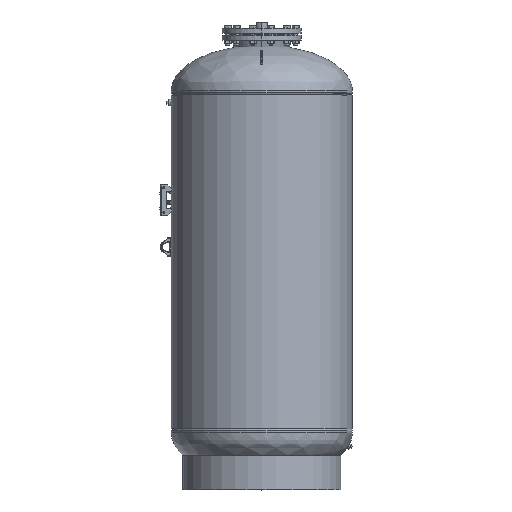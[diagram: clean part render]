
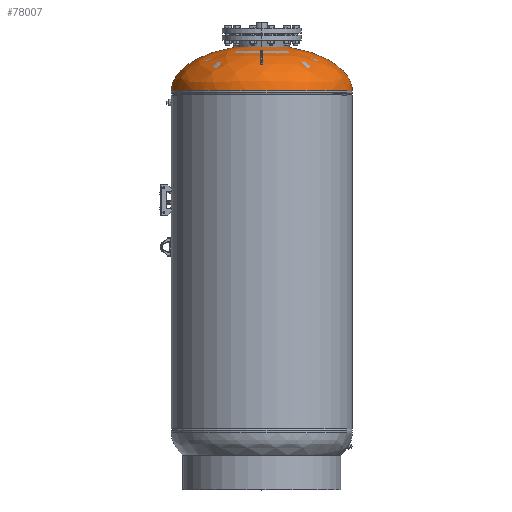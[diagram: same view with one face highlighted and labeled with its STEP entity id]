
A CAD part, top view. The second image highlights one B-rep face of the part: STEP entity #78007.
In plain terms, the highlighted free-form (B-spline) face has degree [3, 3] with [4, 4] control points.
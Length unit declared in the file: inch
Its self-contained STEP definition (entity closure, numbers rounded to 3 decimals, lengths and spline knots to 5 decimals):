
#1032 = EDGE_CURVE ( 'NONE', #70976, #54534, #44026, .T. ) ;
#2871 = EDGE_CURVE ( 'NONE', #70976, #11855, #19679, .T. ) ;
#3847 = CARTESIAN_POINT ( 'NONE',  ( 24., 6.59536, 0. ) ) ;
#5986 = CARTESIAN_POINT ( 'NONE',  ( 24., 1.125, 0. ) ) ;
#7256 = ORIENTED_EDGE ( 'NONE', *, *, #19968, .T. ) ;
#11855 = VERTEX_POINT ( 'NONE', #41121 ) ;
#12070 = CARTESIAN_POINT ( 'NONE',  ( 17.61272, 11.01259, 0. ) ) ;
#13215 = CARTESIAN_POINT ( 'NONE',  ( -24., 1.125, 48. ) ) ;
#14473 = CARTESIAN_POINT ( 'NONE',  ( 24., 1.125, 0. ) ) ;
#15586 = DIRECTION ( 'NONE',  ( 1., 0., 0. ) ) ;
#19117 = CARTESIAN_POINT ( 'NONE',  ( -7.29746, 12.67591, 14.59492 ) ) ;
#19679 = CIRCLE ( 'NONE', #57063, 7.29746 ) ;
#19934 = EDGE_CURVE ( 'NONE', #54534, #88615, #92902, .T. ) ;
#19968 = EDGE_CURVE ( 'NONE', #11855, #39342, #48078, .T. ) ;
#22100 = CARTESIAN_POINT ( 'NONE',  ( 24., 6.59536, 0. ) ) ;
#24068 = ORIENTED_EDGE ( 'NONE', *, *, #1032, .F. ) ;
#24663 = EDGE_CURVE ( 'NONE', #39342, #88615, #103811, .T. ) ;
#24926 = CARTESIAN_POINT ( 'NONE',  ( 0., 12.67591, 0. ) ) ;
#33237 = ORIENTED_EDGE ( 'NONE', *, *, #24663, .T. ) ;
#33772 =( BOUNDED_SURFACE ( )  B_SPLINE_SURFACE ( 3, 3, ( 
 ( #47169, #100965, #19117, #56509 ),
 ( #12070, #83406, #48332, #83998 ),
 ( #3847, #39524, #75183, #54786 ),
 ( #90469, #113207, #13215, #40115 ) ),
 .UNSPECIFIED., .F., .F., .T. ) 
 B_SPLINE_SURFACE_WITH_KNOTS ( ( 4, 4 ),
 ( 4, 4 ),
 ( 0., 1. ),
 ( 0., 1. ),
 .UNSPECIFIED. ) 
 GEOMETRIC_REPRESENTATION_ITEM ( )  RATIONAL_B_SPLINE_SURFACE ( (
 ( 1., 0.333, 0.333, 1.),
 ( 0.872, 0.291, 0.291, 0.872),
 ( 0.872, 0.291, 0.291, 0.872),
 ( 1., 0.333, 0.333, 1.) ) ) 
 REPRESENTATION_ITEM ( '' )  SURFACE ( )  );
#39342 = VERTEX_POINT ( 'NONE', #41381 ) ;
#39524 = CARTESIAN_POINT ( 'NONE',  ( 24., 6.59536, 48. ) ) ;
#40062 = CARTESIAN_POINT ( 'NONE',  ( -24., 1.125, 0. ) ) ;
#40106 = ORIENTED_EDGE ( 'NONE', *, *, #2871, .T. ) ;
#40115 = CARTESIAN_POINT ( 'NONE',  ( -24., 1.125, 0. ) ) ;
#40245 = DIRECTION ( 'NONE',  ( 0., -1., 0. ) ) ;
#41121 = CARTESIAN_POINT ( 'NONE',  ( 0., 12.67591, 7.29746 ) ) ;
#41381 = CARTESIAN_POINT ( 'NONE',  ( -7.29746, 12.67591, 0. ) ) ;
#44026 =( BOUNDED_CURVE ( )  B_SPLINE_CURVE ( 3, ( #113307, #102794, #22100, #14473 ),
 .UNSPECIFIED., .F., .T. ) 
 B_SPLINE_CURVE_WITH_KNOTS ( ( 4, 4 ),
 ( 1.87975, 3.14159 ),
 .UNSPECIFIED. ) 
 CURVE ( )  GEOMETRIC_REPRESENTATION_ITEM ( )  RATIONAL_B_SPLINE_CURVE ( ( 1., 0.872, 0.872, 1. ) ) 
 REPRESENTATION_ITEM ( '' )  );
#46261 = CARTESIAN_POINT ( 'NONE',  ( -24., 1.125, 0. ) ) ;
#47169 = CARTESIAN_POINT ( 'NONE',  ( 7.29746, 12.67591, 0. ) ) ;
#48078 = CIRCLE ( 'NONE', #62993, 7.29746 ) ;
#48332 = CARTESIAN_POINT ( 'NONE',  ( -17.61272, 11.01259, 35.22544 ) ) ;
#54534 = VERTEX_POINT ( 'NONE', #5986 ) ;
#54786 = CARTESIAN_POINT ( 'NONE',  ( -24., 6.59536, 0. ) ) ;
#56509 = CARTESIAN_POINT ( 'NONE',  ( -7.29746, 12.67591, 0. ) ) ;
#57063 = AXIS2_PLACEMENT_3D ( 'NONE', #81958, #40245, #72012 ) ;
#60302 = ORIENTED_EDGE ( 'NONE', *, *, #19934, .F. ) ;
#62993 = AXIS2_PLACEMENT_3D ( 'NONE', #24926, #95707, #15586 ) ;
#65895 = DIRECTION ( 'NONE',  ( 0., -1., 0. ) ) ;
#67292 = EDGE_LOOP ( 'NONE', ( #7256, #33237, #60302, #24068, #40106 ) ) ;
#70976 = VERTEX_POINT ( 'NONE', #81991 ) ;
#72012 = DIRECTION ( 'NONE',  ( 1., 0., 0. ) ) ;
#75183 = CARTESIAN_POINT ( 'NONE',  ( -24., 6.59536, 48. ) ) ;
#78007 = ADVANCED_FACE ( 'NONE', ( #110900 ), #33772, .F. ) ;
#81958 = CARTESIAN_POINT ( 'NONE',  ( 0., 12.67591, 0. ) ) ;
#81991 = CARTESIAN_POINT ( 'NONE',  ( 7.29746, 12.67591, 0. ) ) ;
#82495 = CARTESIAN_POINT ( 'NONE',  ( -7.29746, 12.67591, 0. ) ) ;
#83406 = CARTESIAN_POINT ( 'NONE',  ( 17.61272, 11.01259, 35.22544 ) ) ;
#83998 = CARTESIAN_POINT ( 'NONE',  ( -17.61272, 11.01259, 0. ) ) ;
#88615 = VERTEX_POINT ( 'NONE', #40062 ) ;
#90469 = CARTESIAN_POINT ( 'NONE',  ( 24., 1.125, 0. ) ) ;
#92902 = CIRCLE ( 'NONE', #115302, 24. ) ;
#95707 = DIRECTION ( 'NONE',  ( 0., -1., 0. ) ) ;
#98322 = CARTESIAN_POINT ( 'NONE',  ( -17.61272, 11.01259, 0. ) ) ;
#100056 = CARTESIAN_POINT ( 'NONE',  ( -24., 6.59536, 0. ) ) ;
#100965 = CARTESIAN_POINT ( 'NONE',  ( 7.29746, 12.67591, 14.59492 ) ) ;
#101600 = DIRECTION ( 'NONE',  ( 1., 0., 0. ) ) ;
#102794 = CARTESIAN_POINT ( 'NONE',  ( 17.61272, 11.01259, 0. ) ) ;
#103811 =( BOUNDED_CURVE ( )  B_SPLINE_CURVE ( 3, ( #82495, #98322, #100056, #46261 ),
 .UNSPECIFIED., .F., .F. ) 
 B_SPLINE_CURVE_WITH_KNOTS ( ( 4, 4 ),
 ( 1.87975, 3.14159 ),
 .UNSPECIFIED. ) 
 CURVE ( )  GEOMETRIC_REPRESENTATION_ITEM ( )  RATIONAL_B_SPLINE_CURVE ( ( 1., 0.872, 0.872, 1. ) ) 
 REPRESENTATION_ITEM ( '' )  );
#110394 = CARTESIAN_POINT ( 'NONE',  ( 0., 1.125, 0. ) ) ;
#110900 = FACE_OUTER_BOUND ( 'NONE', #67292, .T. ) ;
#113207 = CARTESIAN_POINT ( 'NONE',  ( 24., 1.125, 48. ) ) ;
#113307 = CARTESIAN_POINT ( 'NONE',  ( 7.29746, 12.67591, 0. ) ) ;
#115302 = AXIS2_PLACEMENT_3D ( 'NONE', #110394, #65895, #101600 ) ;
